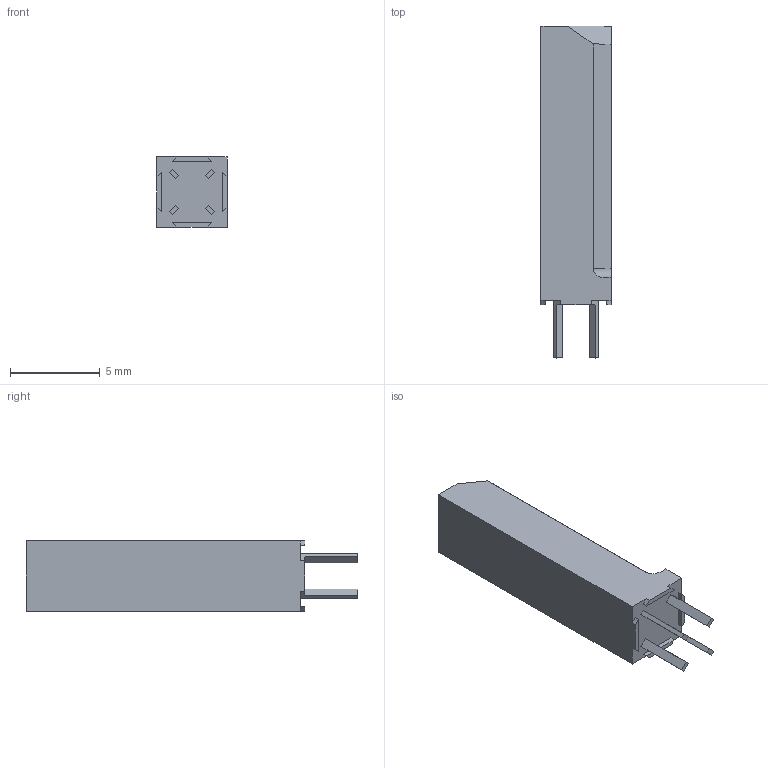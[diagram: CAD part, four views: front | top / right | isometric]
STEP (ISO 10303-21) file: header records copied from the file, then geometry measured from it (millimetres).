
FILE_DESCRIPTION (( 'STEP AP214' ), '1' );
FILE_NAME ('Pickering120.STEP', '2018-01-25T12:13:31', ( '' ), ( '' ), 'SwSTEP 2.0', 'SolidWorks 2017', '' );
FILE_SCHEMA (( 'AUTOMOTIVE_DESIGN' ));
Length unit declared in the file: millimetre
Products named in the file (3): Pin; Body; Pickering120
Assembly tree (5 placements, depth 2):
  Pickering120
    Body
    Pin  x4
Bounding box: 3.9 x 18.45 x 3.9 mm (x, y, z)
Volume: 226.1 mm3; surface area: 282.9 mm2
Topology: 5 solids, 5 shells, 50 faces, 120 edges, 80 vertices
Faces by surface type: plane 49, cylinder 1
Entity records: 1102 total; most frequent: CARTESIAN_POINT 186, ORIENTED_EDGE 168, DIRECTION 162, EDGE_CURVE 84, LINE 82, VECTOR 82, VERTEX_POINT 56, AXIS2_PLACEMENT_3D 40
